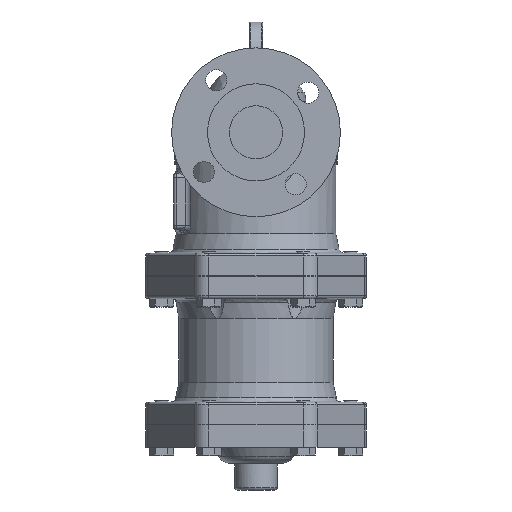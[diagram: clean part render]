
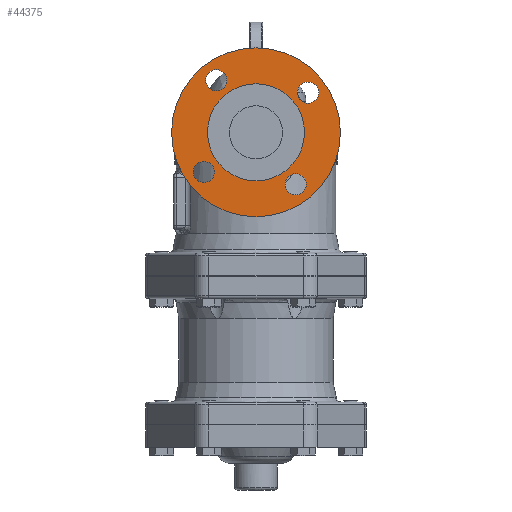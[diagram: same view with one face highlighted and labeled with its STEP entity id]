
A CAD part, left-side view. The second image highlights one B-rep face of the part: STEP entity #44375.
In plain terms, the highlighted free-form (B-spline) face has degree [1, 1] with [2, 2] control points.
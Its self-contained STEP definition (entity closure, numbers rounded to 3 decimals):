
#44297=CARTESIAN_POINT('',(-107.4,0.0,144.5));
#44298=VERTEX_POINT('',#44297);
#44299=CARTESIAN_POINT('',(-107.4,0.0,108.0));
#44300=DIRECTION('',(-1.0,0.0,0.0));
#44301=DIRECTION('',(0.0,0.0,1.0));
#44302=AXIS2_PLACEMENT_3D('',#44299,#44300,#44301);
#44303=CIRCLE('',#44302,36.5);
#44304=EDGE_CURVE('',#44298,#44298,#44303,.T.);
#44312=CARTESIAN_POINT('',(-107.4,63.5,171.5));
#44313=CARTESIAN_POINT('',(-107.4,63.5,44.5));
#44314=CARTESIAN_POINT('',(-107.4,-63.5,171.5));
#44315=CARTESIAN_POINT('',(-107.4,-63.5,44.5));
#44316=B_SPLINE_SURFACE_WITH_KNOTS('',1,1,((#44312,#44314),(#44313,#44315)),.UNSPECIFIED.,.F.,.F.,.U.,(2,2),(2,2),(0.0,127.),(0.0,127.),.UNSPECIFIED.);
#44317=CARTESIAN_POINT('',(-107.4,0.0,171.5));
#44318=VERTEX_POINT('',#44317);
#44319=CARTESIAN_POINT('',(-107.4,0.0,108.0));
#44320=DIRECTION('',(-1.0,0.0,0.0));
#44321=DIRECTION('',(0.0,0.0,1.0));
#44322=AXIS2_PLACEMENT_3D('',#44319,#44320,#44321);
#44323=CIRCLE('',#44322,63.5);
#44324=EDGE_CURVE('',#44318,#44318,#44323,.T.);
#44325=ORIENTED_EDGE('',*,*,#44324,.T.);
#44326=EDGE_LOOP('',(#44325));
#44327=FACE_OUTER_BOUND('',#44326,.T.);
#44328=CARTESIAN_POINT('',(-107.4,29.838,139.119));
#44329=VERTEX_POINT('',#44328);
#44330=CARTESIAN_POINT('',(-107.4,29.838,147.119));
#44331=DIRECTION('',(1.0,0.0,0.0));
#44332=DIRECTION('',(0.0,0.0,-1.0));
#44333=AXIS2_PLACEMENT_3D('',#44330,#44331,#44332);
#44334=CIRCLE('',#44333,8.0);
#44335=EDGE_CURVE('',#44329,#44329,#44334,.T.);
#44336=ORIENTED_EDGE('',*,*,#44335,.T.);
#44337=EDGE_LOOP('',(#44336));
#44338=FACE_BOUND('',#44337,.T.);
#44339=CARTESIAN_POINT('',(-107.4,31.119,78.162));
#44340=VERTEX_POINT('',#44339);
#44341=CARTESIAN_POINT('',(-107.4,39.119,78.162));
#44342=DIRECTION('',(1.0,0.0,0.0));
#44343=DIRECTION('',(0.0,-1.0,0.0));
#44344=AXIS2_PLACEMENT_3D('',#44341,#44342,#44343);
#44345=CIRCLE('',#44344,8.0);
#44346=EDGE_CURVE('',#44340,#44340,#44345,.T.);
#44347=ORIENTED_EDGE('',*,*,#44346,.T.);
#44348=EDGE_LOOP('',(#44347));
#44349=FACE_BOUND('',#44348,.T.);
#44350=CARTESIAN_POINT('',(-107.4,-29.838,76.881));
#44351=VERTEX_POINT('',#44350);
#44352=CARTESIAN_POINT('',(-107.4,-29.838,68.881));
#44353=DIRECTION('',(1.0,0.0,0.0));
#44354=DIRECTION('',(0.0,0.0,1.0));
#44355=AXIS2_PLACEMENT_3D('',#44352,#44353,#44354);
#44356=CIRCLE('',#44355,8.0);
#44357=EDGE_CURVE('',#44351,#44351,#44356,.T.);
#44358=ORIENTED_EDGE('',*,*,#44357,.T.);
#44359=EDGE_LOOP('',(#44358));
#44360=FACE_BOUND('',#44359,.T.);
#44361=CARTESIAN_POINT('',(-107.4,-31.119,137.838));
#44362=VERTEX_POINT('',#44361);
#44363=CARTESIAN_POINT('',(-107.4,-39.119,137.838));
#44364=DIRECTION('',(1.0,0.0,0.0));
#44365=DIRECTION('',(0.0,1.0,0.0));
#44366=AXIS2_PLACEMENT_3D('',#44363,#44364,#44365);
#44367=CIRCLE('',#44366,8.0);
#44368=EDGE_CURVE('',#44362,#44362,#44367,.T.);
#44369=ORIENTED_EDGE('',*,*,#44368,.T.);
#44370=EDGE_LOOP('',(#44369));
#44371=FACE_BOUND('',#44370,.T.);
#44372=ORIENTED_EDGE('',*,*,#44304,.F.);
#44373=EDGE_LOOP('',(#44372));
#44374=FACE_BOUND('',#44373,.T.);
#44375=ADVANCED_FACE('',(#44327,#44338,#44349,#44360,#44371,#44374),#44316,.T.);
